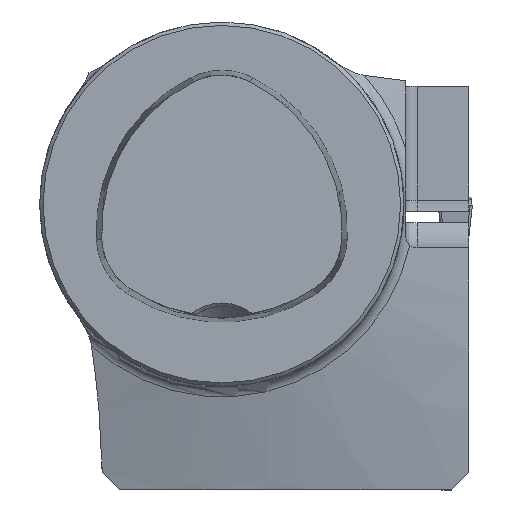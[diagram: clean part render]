
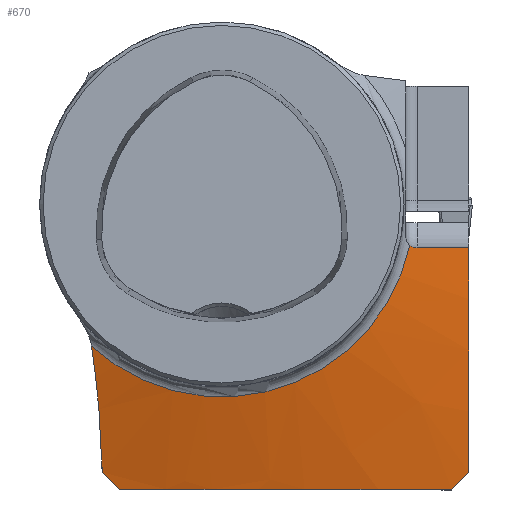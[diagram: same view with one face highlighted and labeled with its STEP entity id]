
A CAD part, top view. The second image highlights one B-rep face of the part: STEP entity #670.
In plain terms, the highlighted conical face has half-angle 75 degrees and reference radius 16 mm.
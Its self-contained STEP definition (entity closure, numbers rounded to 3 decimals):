
#670=ADVANCED_FACE('FP_RR_SU1',(#834),#823,.T.);
#823=CONICAL_SURFACE('',#2816,16.,75.);
#834=FACE_OUTER_BOUND('',#984,.T.);
#984=EDGE_LOOP('',(#1212,#1213,#1214,#1215,#1216,#1217,#1218,#1219));
#1144=CIRCLE('',#2815,16.889);
#1212=ORIENTED_EDGE('',*,*,#2264,.F.);
#1213=ORIENTED_EDGE('',*,*,#2265,.T.);
#1214=ORIENTED_EDGE('',*,*,#2266,.F.);
#1215=ORIENTED_EDGE('',*,*,#2267,.F.);
#1216=ORIENTED_EDGE('',*,*,#2268,.F.);
#1217=ORIENTED_EDGE('',*,*,#2269,.T.);
#1218=ORIENTED_EDGE('',*,*,#2270,.F.);
#1219=ORIENTED_EDGE('',*,*,#2271,.T.);
#2008=VERTEX_POINT('',#3677);
#2009=VERTEX_POINT('',#3678);
#2010=VERTEX_POINT('',#3683);
#2011=VERTEX_POINT('',#3688);
#2012=VERTEX_POINT('',#3696);
#2013=VERTEX_POINT('',#3704);
#2014=VERTEX_POINT('',#3706);
#2015=VERTEX_POINT('',#3711);
#2264=EDGE_CURVE('',#2008,#2009,#2662,.T.);
#2265=EDGE_CURVE('',#2008,#2010,#2663,.T.);
#2266=EDGE_CURVE('',#2011,#2010,#2664,.T.);
#2267=EDGE_CURVE('',#2012,#2011,#2665,.T.);
#2268=EDGE_CURVE('',#2013,#2012,#2666,.T.);
#2269=EDGE_CURVE('',#2013,#2014,#1144,.T.);
#2270=EDGE_CURVE('',#2015,#2014,#2667,.T.);
#2271=EDGE_CURVE('',#2015,#2009,#2668,.T.);
#2662=B_SPLINE_CURVE_WITH_KNOTS('',3,(#3671,#3672,#3673,#3674,#3675,#3676),
 .UNSPECIFIED.,.F.,.F.,(4,2,4),(0.,0.5,1.),.UNSPECIFIED.);
#2663=B_SPLINE_CURVE_WITH_KNOTS('',3,(#3679,#3680,#3681,#3682),
 .UNSPECIFIED.,.F.,.F.,(4,4),(0.,1.),.UNSPECIFIED.);
#2664=B_SPLINE_CURVE_WITH_KNOTS('',3,(#3684,#3685,#3686,#3687),
 .UNSPECIFIED.,.F.,.F.,(4,4),(0.,1.),.UNSPECIFIED.);
#2665=B_SPLINE_CURVE_WITH_KNOTS('',3,(#3689,#3690,#3691,#3692,#3693,#3694,
#3695),.UNSPECIFIED.,.F.,.F.,(4,3,4),(0.,0.136,1.),
 .UNSPECIFIED.);
#2666=B_SPLINE_CURVE_WITH_KNOTS('',3,(#3697,#3698,#3699,#3700,#3701,#3702,
#3703),.UNSPECIFIED.,.F.,.F.,(4,3,4),(0.,0.499,1.),
 .UNSPECIFIED.);
#2667=B_SPLINE_CURVE_WITH_KNOTS('',3,(#3707,#3708,#3709,#3710),
 .UNSPECIFIED.,.F.,.F.,(4,4),(0.,1.),.UNSPECIFIED.);
#2668=B_SPLINE_CURVE_WITH_KNOTS('',3,(#3712,#3713,#3714,#3715),
 .UNSPECIFIED.,.F.,.F.,(4,4),(0.,1.),.UNSPECIFIED.);
#2815=AXIS2_PLACEMENT_3D('',#3705,#3041,#3042);
#2816=AXIS2_PLACEMENT_3D('',#3716,#3043,#3044);
#3041=DIRECTION('',(0.,0.,-1.));
#3042=DIRECTION('',(-1.,0.,0.));
#3043=DIRECTION('',(0.,0.,-1.));
#3044=DIRECTION('',(1.,0.,0.));
#3671=CARTESIAN_POINT('',(20.175,-25.,-20.521));
#3672=CARTESIAN_POINT('',(15.347,-25.,-19.708));
#3673=CARTESIAN_POINT('',(10.501,-25.,-19.067));
#3674=CARTESIAN_POINT('',(0.779,-25.,-18.493));
#3675=CARTESIAN_POINT('',(-4.113,-25.,-18.589));
#3676=CARTESIAN_POINT('',(-9.,-25.,-19.032));
#3677=CARTESIAN_POINT('',(20.175,-25.,-20.521));
#3678=CARTESIAN_POINT('',(-9.,-25.,-19.032));
#3679=CARTESIAN_POINT('',(20.175,-25.,-20.521));
#3680=CARTESIAN_POINT('',(20.675,-24.5,-20.501));
#3681=CARTESIAN_POINT('',(21.175,-24.,-20.487));
#3682=CARTESIAN_POINT('',(21.675,-23.5,-20.479));
#3683=CARTESIAN_POINT('',(21.675,-23.5,-20.479));
#3684=CARTESIAN_POINT('',(21.675,-3.8,-17.809));
#3685=CARTESIAN_POINT('',(21.675,-10.449,-18.117));
#3686=CARTESIAN_POINT('',(21.675,-16.989,-19.197));
#3687=CARTESIAN_POINT('',(21.675,-23.5,-20.479));
#3688=CARTESIAN_POINT('',(21.675,-3.8,-17.809));
#3689=CARTESIAN_POINT('',(17.15,-3.8,-16.62));
#3690=CARTESIAN_POINT('',(17.356,-3.8,-16.673));
#3691=CARTESIAN_POINT('',(17.562,-3.8,-16.727));
#3692=CARTESIAN_POINT('',(17.767,-3.8,-16.781));
#3693=CARTESIAN_POINT('',(19.07,-3.8,-17.123));
#3694=CARTESIAN_POINT('',(20.373,-3.8,-17.465));
#3695=CARTESIAN_POINT('',(21.675,-3.8,-17.809));
#3696=CARTESIAN_POINT('',(17.15,-3.8,-16.62));
#3697=CARTESIAN_POINT('',(16.508,-3.567,-16.438));
#3698=CARTESIAN_POINT('',(16.597,-3.641,-16.466));
#3699=CARTESIAN_POINT('',(16.7,-3.701,-16.496));
#3700=CARTESIAN_POINT('',(16.809,-3.74,-16.527));
#3701=CARTESIAN_POINT('',(16.917,-3.779,-16.558));
#3702=CARTESIAN_POINT('',(17.034,-3.8,-16.589));
#3703=CARTESIAN_POINT('',(17.15,-3.8,-16.62));
#3704=CARTESIAN_POINT('',(16.508,-3.567,-16.438));
#3705=CARTESIAN_POINT('',(0.,0.,-16.438));
#3706=CARTESIAN_POINT('',(-11.439,-12.426,-16.438));
#3707=CARTESIAN_POINT('',(-10.505,-23.495,-18.809));
#3708=CARTESIAN_POINT('',(-10.551,-19.813,-17.913));
#3709=CARTESIAN_POINT('',(-10.907,-16.124,-17.071));
#3710=CARTESIAN_POINT('',(-11.439,-12.426,-16.438));
#3711=CARTESIAN_POINT('',(-10.505,-23.495,-18.809));
#3712=CARTESIAN_POINT('',(-10.505,-23.495,-18.809));
#3713=CARTESIAN_POINT('',(-10.003,-23.997,-18.877));
#3714=CARTESIAN_POINT('',(-9.501,-24.499,-18.952));
#3715=CARTESIAN_POINT('',(-9.,-25.,-19.032));
#3716=CARTESIAN_POINT('',(0.,0.,-16.2));
